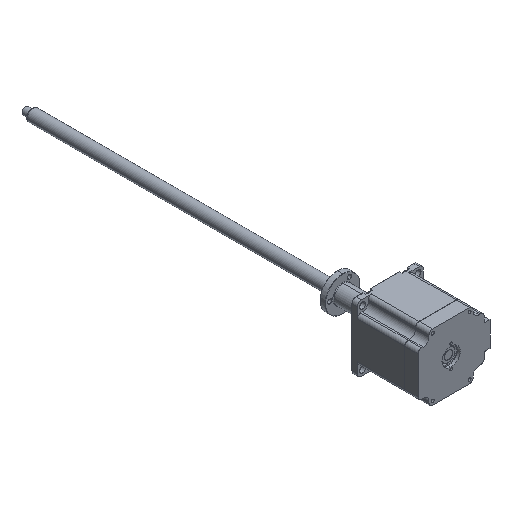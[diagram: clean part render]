
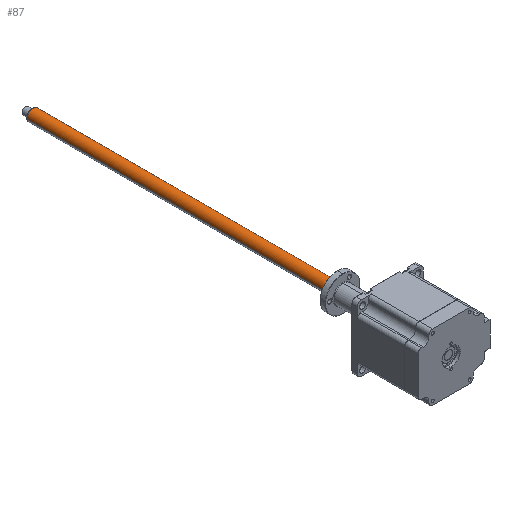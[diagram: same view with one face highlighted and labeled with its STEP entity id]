
A CAD part, isometric view. The second image highlights one B-rep face of the part: STEP entity #87.
In plain terms, the highlighted cylindrical face has radius 5 mm (diameter 10 mm), a partial arc.
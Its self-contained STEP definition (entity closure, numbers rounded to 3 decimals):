
#39 = CARTESIAN_POINT ( 'NONE',  ( -22.261, 9.999, 32.791 ) ) ;
#87 = ADVANCED_FACE ( 'NONE', ( #358 ), #4282, .T. ) ;
#355 = DIRECTION ( 'NONE',  ( -0.994, 0., -0.112 ) ) ;
#358 = FACE_OUTER_BOUND ( 'NONE', #6015, .T. ) ;
#385 = EDGE_CURVE ( 'NONE', #2345, #5699, #8583, .T. ) ;
#996 = DIRECTION ( 'NONE',  ( 0., -1., 0. ) ) ;
#1122 = CARTESIAN_POINT ( 'NONE',  ( -12.324, 9.999, 33.909 ) ) ;
#1546 = DIRECTION ( 'NONE',  ( 0., -1., 0. ) ) ;
#1572 = VECTOR ( 'NONE', #996, 1000. ) ;
#1828 = LINE ( 'NONE', #1840, #1572 ) ;
#1840 = CARTESIAN_POINT ( 'NONE',  ( -12.324, 309.999, 33.909 ) ) ;
#2155 = VERTEX_POINT ( 'NONE', #1122 ) ;
#2345 = VERTEX_POINT ( 'NONE', #8717 ) ;
#2355 = CARTESIAN_POINT ( 'NONE',  ( -22.261, 309.999, 32.791 ) ) ;
#2433 = CARTESIAN_POINT ( 'NONE',  ( -22.261, 308.999, 32.791 ) ) ;
#2832 = EDGE_CURVE ( 'NONE', #5699, #8496, #6868, .T. ) ;
#2946 = CIRCLE ( 'NONE', #7472, 5. ) ;
#3162 = ORIENTED_EDGE ( 'NONE', *, *, #7019, .F. ) ;
#3315 = EDGE_CURVE ( 'NONE', #2155, #8496, #2946, .T. ) ;
#4106 = CARTESIAN_POINT ( 'NONE',  ( -17.293, 309.999, 33.35 ) ) ;
#4282 = CYLINDRICAL_SURFACE ( 'NONE', #4298, 5. ) ;
#4298 = AXIS2_PLACEMENT_3D ( 'NONE', #4106, #5952, #5816 ) ;
#5126 = ORIENTED_EDGE ( 'NONE', *, *, #2832, .T. ) ;
#5274 = CARTESIAN_POINT ( 'NONE',  ( -17.293, 308.999, 33.35 ) ) ;
#5357 = DIRECTION ( 'NONE',  ( 0., -1., 0. ) ) ;
#5668 = ORIENTED_EDGE ( 'NONE', *, *, #385, .T. ) ;
#5699 = VERTEX_POINT ( 'NONE', #2433 ) ;
#5816 = DIRECTION ( 'NONE',  ( -0.994, 0., -0.112 ) ) ;
#5853 = AXIS2_PLACEMENT_3D ( 'NONE', #5274, #6288, #7064 ) ;
#5952 = DIRECTION ( 'NONE',  ( 0., -1., 0. ) ) ;
#6015 = EDGE_LOOP ( 'NONE', ( #3162, #5668, #5126, #10532 ) ) ;
#6288 = DIRECTION ( 'NONE',  ( 0., -1., 0. ) ) ;
#6868 = LINE ( 'NONE', #2355, #9094 ) ;
#7019 = EDGE_CURVE ( 'NONE', #2345, #2155, #1828, .T. ) ;
#7064 = DIRECTION ( 'NONE',  ( 0.994, 0., 0.112 ) ) ;
#7472 = AXIS2_PLACEMENT_3D ( 'NONE', #10409, #5357, #355 ) ;
#8496 = VERTEX_POINT ( 'NONE', #39 ) ;
#8583 = CIRCLE ( 'NONE', #5853, 5. ) ;
#8717 = CARTESIAN_POINT ( 'NONE',  ( -12.324, 308.999, 33.909 ) ) ;
#9094 = VECTOR ( 'NONE', #1546, 1000. ) ;
#10409 = CARTESIAN_POINT ( 'NONE',  ( -17.293, 9.999, 33.35 ) ) ;
#10532 = ORIENTED_EDGE ( 'NONE', *, *, #3315, .F. ) ;
